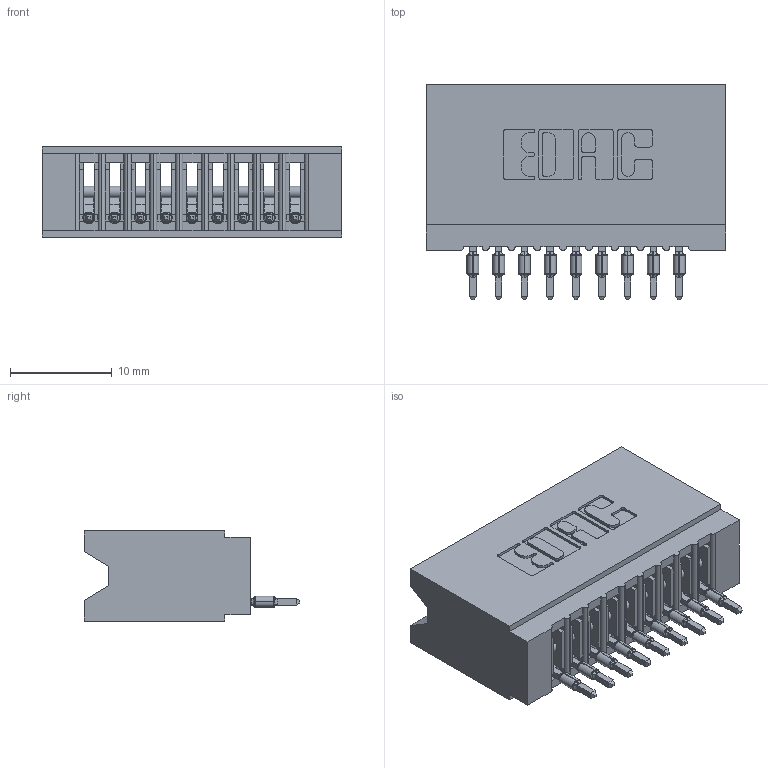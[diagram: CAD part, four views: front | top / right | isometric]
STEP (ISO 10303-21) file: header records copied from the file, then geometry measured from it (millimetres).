
FILE_DESCRIPTION (( 'STEP AP203' ), '1' );
FILE_NAME ('745-009-525-106.STEP', '2026-02-25T15:13:45', ( '' ), ( '' ), 'SwSTEP 2.0', 'SolidWorks 2023', '' );
FILE_SCHEMA (( 'CONFIG_CONTROL_DESIGN' ));
Length unit declared in the file: millimetre
Products named in the file (3): 745-009-525-106; 745-292-001_525; 745 Part_Insulator Option - 06
Assembly tree (10 placements, depth 2):
  745-009-525-106
    745 Part_Insulator Option - 06
    745-292-001_525  x9
Bounding box: 29.46 x 21.22 x 8.89 mm (x, y, z)
Volume: 2739.8 mm3; surface area: 4459.2 mm2
Topology: 10 solids, 10 shells, 1104 faces, 3032 edges, 1918 vertices
Faces by surface type: plane 659, cylinder 211, bspline 180, torus 54
Entity records: 19389 total; most frequent: CARTESIAN_POINT 3917, ORIENTED_EDGE 3296, DIRECTION 2890, EDGE_CURVE 1648, LINE 1412, VECTOR 1412, VERTEX_POINT 1054, AXIS2_PLACEMENT_3D 739
